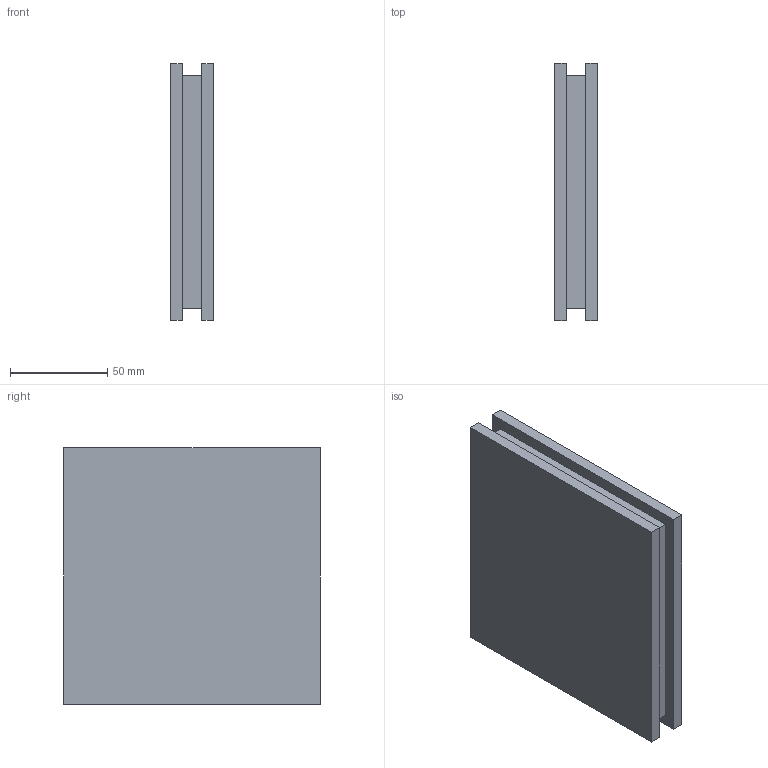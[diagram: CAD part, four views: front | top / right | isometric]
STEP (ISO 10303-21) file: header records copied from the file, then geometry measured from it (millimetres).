
FILE_DESCRIPTION(/* description */ (''),/* implementation_level */ '2;1');
FILE_NAME(/* name */ 'Bamboo 22x10x10cm Faccia Quadrata',/* time_stamp */ '2023-11-01T06:50:36+01:00',/* author */ (''),/* organization */ (''),/* preprocessor_version */ 'ST-DEVELOPER v18.1',/* originating_system */ '',/* authorisation */ '');
FILE_SCHEMA (('AUTOMOTIVE_DESIGN { 1 0 10303 214 3 1 1 }'));
Length unit declared in the file: millimetre
Bounding box: 22 x 132 x 132 mm (x, y, z)
Surface area: 52031.8 mm2 (no closed solid volume)
Topology: 0 solids, 16 shells, 16 faces, 76 edges, 80 vertices
Faces by surface type: bspline 16
Entity records: 823 total; most frequent: CARTESIAN_POINT 365, B_SPLINE_CURVE_WITH_KNOTS 72, VERTEX_POINT 72, EDGE_CURVE 72, ORIENTED_EDGE 72, EDGE_LOOP 18, STYLED_ITEM 16, FACE_OUTER_BOUND 16
